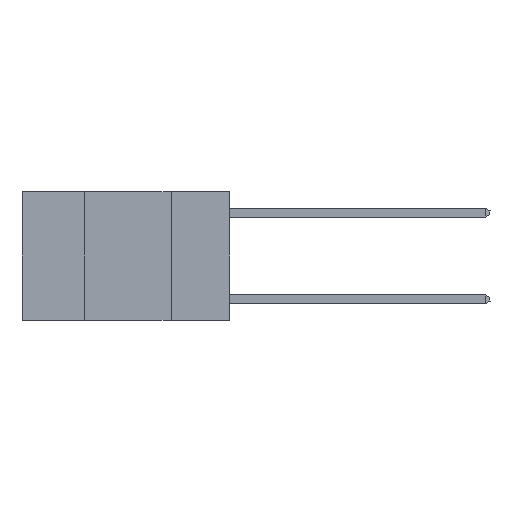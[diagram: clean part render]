
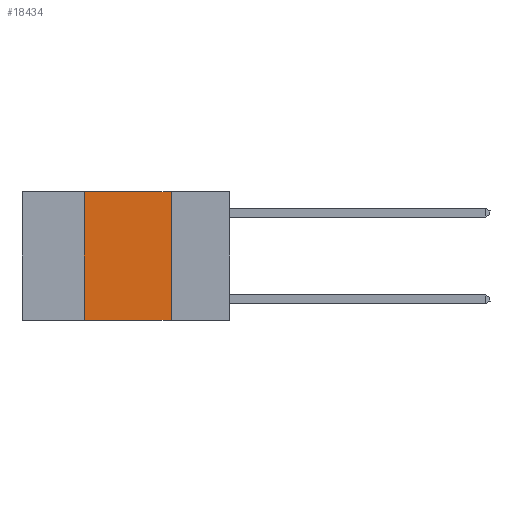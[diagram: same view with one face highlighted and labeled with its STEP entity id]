
A CAD part, left-side view. The second image highlights one B-rep face of the part: STEP entity #18434.
In plain terms, the highlighted planar face has unit normal (-1, 0, 0).
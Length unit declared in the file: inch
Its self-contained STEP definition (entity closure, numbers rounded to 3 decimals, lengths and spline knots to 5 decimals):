
#100 = CARTESIAN_POINT ( 'NONE',  ( 0., 0.42, 0. ) ) ;
#137 = CARTESIAN_POINT ( 'NONE',  ( 0., 0.17, -0.37 ) ) ;
#1555 = DIRECTION ( 'NONE',  ( 0., 0., 1. ) ) ;
#1728 = VERTEX_POINT ( 'NONE', #100 ) ;
#3061 = CARTESIAN_POINT ( 'NONE',  ( 0., 0.42, -0.37 ) ) ;
#3700 = ORIENTED_EDGE ( 'NONE', *, *, #4914, .T. ) ;
#3885 = VERTEX_POINT ( 'NONE', #137 ) ;
#3913 = CARTESIAN_POINT ( 'NONE',  ( 0., 0.17, 0. ) ) ;
#4045 = ORIENTED_EDGE ( 'NONE', *, *, #14720, .F. ) ;
#4914 = EDGE_CURVE ( 'NONE', #16638, #3885, #15533, .T. ) ;
#6280 = CARTESIAN_POINT ( 'NONE',  ( 0., 0.6, -0.37 ) ) ;
#6559 = FACE_OUTER_BOUND ( 'NONE', #7651, .T. ) ;
#7114 = LINE ( 'NONE', #11908, #13736 ) ;
#7339 = DIRECTION ( 'NONE',  ( 0., 0., -1. ) ) ;
#7430 = LINE ( 'NONE', #11930, #15011 ) ;
#7651 = EDGE_LOOP ( 'NONE', ( #16501, #10541, #4045, #3700 ) ) ;
#8888 = VERTEX_POINT ( 'NONE', #3913 ) ;
#10027 = AXIS2_PLACEMENT_3D ( 'NONE', #17596, #12751, #15801 ) ;
#10541 = ORIENTED_EDGE ( 'NONE', *, *, #12739, .F. ) ;
#11908 = CARTESIAN_POINT ( 'NONE',  ( 0., 0.6, 0. ) ) ;
#11930 = CARTESIAN_POINT ( 'NONE',  ( 0., 0.17, 0. ) ) ;
#12739 = EDGE_CURVE ( 'NONE', #1728, #8888, #7114, .T. ) ;
#12751 = DIRECTION ( 'NONE',  ( 1., 0., 0. ) ) ;
#13507 = EDGE_CURVE ( 'NONE', #8888, #3885, #7430, .T. ) ;
#13683 = LINE ( 'NONE', #16810, #16235 ) ;
#13736 = VECTOR ( 'NONE', #17862, 39.37008 ) ;
#14164 = DIRECTION ( 'NONE',  ( 0., -1., 0. ) ) ;
#14720 = EDGE_CURVE ( 'NONE', #16638, #1728, #13683, .T. ) ;
#14808 = VECTOR ( 'NONE', #14164, 39.37008 ) ;
#15011 = VECTOR ( 'NONE', #7339, 39.37008 ) ;
#15533 = LINE ( 'NONE', #6280, #14808 ) ;
#15801 = DIRECTION ( 'NONE',  ( 0., 0., -1. ) ) ;
#15898 = PLANE ( 'NONE',  #10027 ) ;
#16235 = VECTOR ( 'NONE', #1555, 39.37008 ) ;
#16501 = ORIENTED_EDGE ( 'NONE', *, *, #13507, .F. ) ;
#16638 = VERTEX_POINT ( 'NONE', #3061 ) ;
#16810 = CARTESIAN_POINT ( 'NONE',  ( 0., 0.42, 0. ) ) ;
#17596 = CARTESIAN_POINT ( 'NONE',  ( 0., 0.6, 0. ) ) ;
#17862 = DIRECTION ( 'NONE',  ( 0., -1., 0. ) ) ;
#18434 = ADVANCED_FACE ( 'NONE', ( #6559 ), #15898, .F. ) ;
